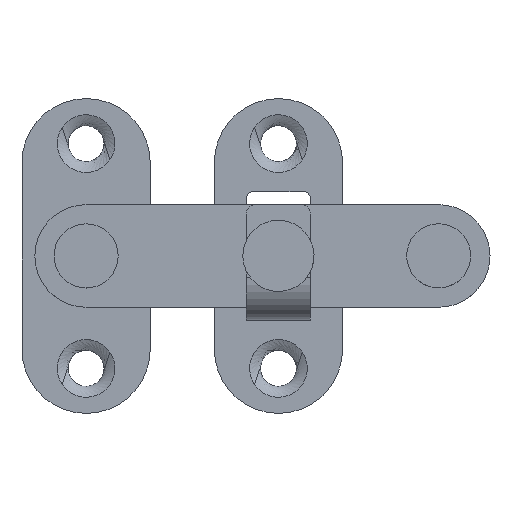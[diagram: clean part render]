
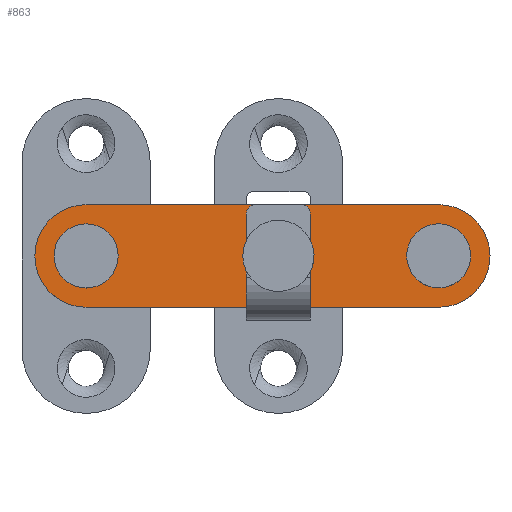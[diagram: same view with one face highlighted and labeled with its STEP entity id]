
A CAD part, top view. The second image highlights one B-rep face of the part: STEP entity #863.
In plain terms, the highlighted planar face has unit normal (0, 0, 1).
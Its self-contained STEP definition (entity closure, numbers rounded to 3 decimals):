
#28 = DIRECTION ( 'NONE',  ( 0., 0., 1. ) ) ;
#37 = CIRCLE ( 'NONE', #1647, 3.5 ) ;
#46 = EDGE_CURVE ( 'NONE', #1889, #2185, #450, .T. ) ;
#60 = CARTESIAN_POINT ( 'NONE',  ( 27.5, -8., 1.8 ) ) ;
#81 = VERTEX_POINT ( 'NONE', #60 ) ;
#110 = CARTESIAN_POINT ( 'NONE',  ( -30.75, 0., 1.8 ) ) ;
#113 = CIRCLE ( 'NONE', #2889, 8. ) ;
#177 = CARTESIAN_POINT ( 'NONE',  ( 24., 0., 1.8 ) ) ;
#195 = CARTESIAN_POINT ( 'NONE',  ( -24.25, 0., 1.8 ) ) ;
#219 = ORIENTED_EDGE ( 'NONE', *, *, #466, .F. ) ;
#240 = EDGE_CURVE ( 'NONE', #2185, #1889, #1271, .T. ) ;
#360 = ORIENTED_EDGE ( 'NONE', *, *, #568, .F. ) ;
#368 = DIRECTION ( 'NONE',  ( -1., 0., 0. ) ) ;
#450 = CIRCLE ( 'NONE', #2467, 3.25 ) ;
#456 = EDGE_CURVE ( 'NONE', #1318, #1301, #1415, .T. ) ;
#466 = EDGE_CURVE ( 'NONE', #532, #690, #1784, .T. ) ;
#468 = ORIENTED_EDGE ( 'NONE', *, *, #46, .F. ) ;
#477 = DIRECTION ( 'NONE',  ( 0., 0., 1. ) ) ;
#507 = DIRECTION ( 'NONE',  ( 1., 0., 0. ) ) ;
#520 = AXIS2_PLACEMENT_3D ( 'NONE', #2914, #882, #1973 ) ;
#532 = VERTEX_POINT ( 'NONE', #177 ) ;
#568 = EDGE_CURVE ( 'NONE', #690, #532, #37, .T. ) ;
#593 = EDGE_CURVE ( 'NONE', #1401, #1318, #607, .T. ) ;
#598 = EDGE_CURVE ( 'NONE', #2620, #81, #2856, .T. ) ;
#607 = LINE ( 'NONE', #2179, #1687 ) ;
#616 = DIRECTION ( 'NONE',  ( 0., 0., 1. ) ) ;
#644 = ORIENTED_EDGE ( 'NONE', *, *, #1403, .T. ) ;
#654 = DIRECTION ( 'NONE',  ( 1., 0., 0. ) ) ;
#661 = CARTESIAN_POINT ( 'NONE',  ( -35.5, 0., 1.8 ) ) ;
#662 = AXIS2_PLACEMENT_3D ( 'NONE', #2298, #973, #2082 ) ;
#682 = CARTESIAN_POINT ( 'NONE',  ( 27.5, 8., 1.8 ) ) ;
#690 = VERTEX_POINT ( 'NONE', #1760 ) ;
#698 = FACE_BOUND ( 'NONE', #2678, .T. ) ;
#702 = EDGE_CURVE ( 'NONE', #1301, #2620, #113, .T. ) ;
#735 = CIRCLE ( 'NONE', #1495, 8. ) ;
#762 = CARTESIAN_POINT ( 'NONE',  ( -27.5, -8., 1.8 ) ) ;
#863 = ADVANCED_FACE ( 'NONE', ( #1378, #698, #2701 ), #2283, .T. ) ;
#870 = CARTESIAN_POINT ( 'NONE',  ( -27.5, -8., 1.8 ) ) ;
#882 = DIRECTION ( 'NONE',  ( 0., 0., 1. ) ) ;
#973 = DIRECTION ( 'NONE',  ( 0., 0., 1. ) ) ;
#1042 = DIRECTION ( 'NONE',  ( 0., 0., 1. ) ) ;
#1171 = CARTESIAN_POINT ( 'NONE',  ( -27.5, 0., 1.8 ) ) ;
#1271 = CIRCLE ( 'NONE', #662, 3.25 ) ;
#1287 = DIRECTION ( 'NONE',  ( 1., 0., 0. ) ) ;
#1301 = VERTEX_POINT ( 'NONE', #661 ) ;
#1318 = VERTEX_POINT ( 'NONE', #2256 ) ;
#1328 = CARTESIAN_POINT ( 'NONE',  ( 27.5, 0., 1.8 ) ) ;
#1378 = FACE_BOUND ( 'NONE', #2491, .T. ) ;
#1401 = VERTEX_POINT ( 'NONE', #682 ) ;
#1403 = EDGE_CURVE ( 'NONE', #81, #1401, #735, .T. ) ;
#1415 = CIRCLE ( 'NONE', #520, 8. ) ;
#1448 = ORIENTED_EDGE ( 'NONE', *, *, #593, .T. ) ;
#1479 = AXIS2_PLACEMENT_3D ( 'NONE', #1171, #28, #2483 ) ;
#1495 = AXIS2_PLACEMENT_3D ( 'NONE', #1590, #477, #2519 ) ;
#1576 = DIRECTION ( 'NONE',  ( 0., 0., 1. ) ) ;
#1590 = CARTESIAN_POINT ( 'NONE',  ( 27.5, 0., 1.8 ) ) ;
#1647 = AXIS2_PLACEMENT_3D ( 'NONE', #2663, #1576, #1287 ) ;
#1687 = VECTOR ( 'NONE', #368, 1000. ) ;
#1760 = CARTESIAN_POINT ( 'NONE',  ( 31., 0., 1.8 ) ) ;
#1784 = CIRCLE ( 'NONE', #2152, 3.5 ) ;
#1889 = VERTEX_POINT ( 'NONE', #110 ) ;
#1930 = DIRECTION ( 'NONE',  ( 1., 0., 0. ) ) ;
#1973 = DIRECTION ( 'NONE',  ( 1., 0., 0. ) ) ;
#1992 = CARTESIAN_POINT ( 'NONE',  ( -27.5, 0., 1.8 ) ) ;
#2031 = ORIENTED_EDGE ( 'NONE', *, *, #702, .T. ) ;
#2076 = ORIENTED_EDGE ( 'NONE', *, *, #456, .T. ) ;
#2082 = DIRECTION ( 'NONE',  ( 1., 0., 0. ) ) ;
#2152 = AXIS2_PLACEMENT_3D ( 'NONE', #1328, #616, #2468 ) ;
#2179 = CARTESIAN_POINT ( 'NONE',  ( -27.5, 8., 1.8 ) ) ;
#2185 = VERTEX_POINT ( 'NONE', #195 ) ;
#2205 = ORIENTED_EDGE ( 'NONE', *, *, #598, .T. ) ;
#2256 = CARTESIAN_POINT ( 'NONE',  ( -27.5, 8., 1.8 ) ) ;
#2257 = DIRECTION ( 'NONE',  ( 0., 0., 1. ) ) ;
#2283 = PLANE ( 'NONE',  #1479 ) ;
#2298 = CARTESIAN_POINT ( 'NONE',  ( -27.5, 0., 1.8 ) ) ;
#2467 = AXIS2_PLACEMENT_3D ( 'NONE', #2564, #1042, #1930 ) ;
#2468 = DIRECTION ( 'NONE',  ( 1., 0., 0. ) ) ;
#2483 = DIRECTION ( 'NONE',  ( 1., 0., 0. ) ) ;
#2491 = EDGE_LOOP ( 'NONE', ( #2647, #468 ) ) ;
#2519 = DIRECTION ( 'NONE',  ( 1., 0., 0. ) ) ;
#2564 = CARTESIAN_POINT ( 'NONE',  ( -27.5, 0., 1.8 ) ) ;
#2566 = EDGE_LOOP ( 'NONE', ( #2076, #2031, #2205, #644, #1448 ) ) ;
#2620 = VERTEX_POINT ( 'NONE', #762 ) ;
#2647 = ORIENTED_EDGE ( 'NONE', *, *, #240, .F. ) ;
#2657 = VECTOR ( 'NONE', #654, 1000. ) ;
#2663 = CARTESIAN_POINT ( 'NONE',  ( 27.5, 0., 1.8 ) ) ;
#2678 = EDGE_LOOP ( 'NONE', ( #219, #360 ) ) ;
#2701 = FACE_OUTER_BOUND ( 'NONE', #2566, .T. ) ;
#2856 = LINE ( 'NONE', #870, #2657 ) ;
#2889 = AXIS2_PLACEMENT_3D ( 'NONE', #1992, #2257, #507 ) ;
#2914 = CARTESIAN_POINT ( 'NONE',  ( -27.5, 0., 1.8 ) ) ;
